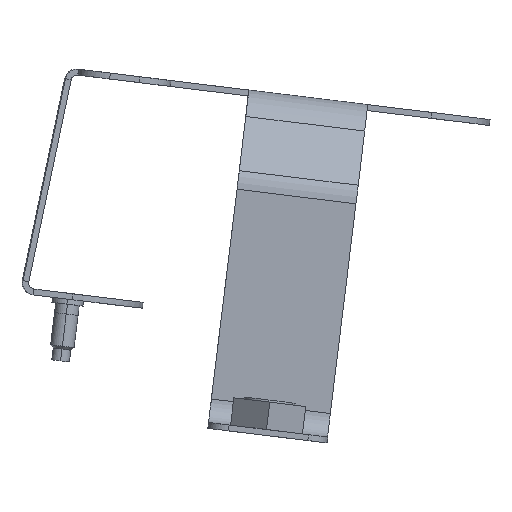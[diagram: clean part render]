
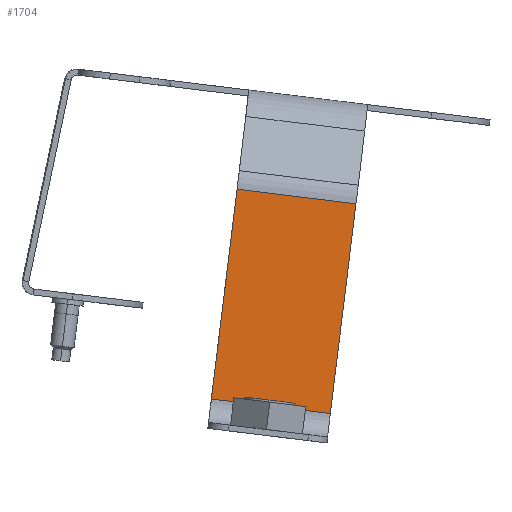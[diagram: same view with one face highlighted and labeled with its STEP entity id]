
A CAD part, front view. The second image highlights one B-rep face of the part: STEP entity #1704.
In plain terms, the highlighted planar face has unit normal (-0.006, 1, 0.001).
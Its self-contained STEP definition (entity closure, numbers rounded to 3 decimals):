
#1684=AXIS2_PLACEMENT_3D('Plane Axis2P3D',#1681,#1682,#1683) ;
#1420=CARTESIAN_POINT('Vertex',(259.483,-81.146,520.735)) ;
#1504=CARTESIAN_POINT('Vertex',(252.969,-81.146,467.489)) ;
#1507=CARTESIAN_POINT('Line Origine',(256.226,-81.146,494.112)) ;
#1528=CARTESIAN_POINT('Vertex',(229.294,-81.318,524.429)) ;
#1531=CARTESIAN_POINT('Line Origine',(244.389,-81.232,522.582)) ;
#1681=CARTESIAN_POINT('Axis2P3D Location',(259.483,-81.146,520.735)) ;
#1686=CARTESIAN_POINT('Line Origine',(237.874,-81.232,469.335)) ;
#1690=CARTESIAN_POINT('Vertex',(222.78,-81.318,471.182)) ;
#1693=CARTESIAN_POINT('Line Origine',(226.037,-81.318,497.805)) ;
#1508=DIRECTION('Vector Direction',(-0.121,0.,-0.993)) ;
#1532=DIRECTION('Vector Direction',(0.993,0.006,-0.121)) ;
#1682=DIRECTION('Axis2P3D Direction',(-0.006,1.,0.001)) ;
#1683=DIRECTION('Axis2P3D XDirection',(-0.121,0.,-0.993)) ;
#1687=DIRECTION('Vector Direction',(-0.993,-0.006,0.121)) ;
#1694=DIRECTION('Vector Direction',(-0.121,0.,-0.993)) ;
#1509=VECTOR('Line Direction',#1508,1.) ;
#1533=VECTOR('Line Direction',#1532,1.) ;
#1688=VECTOR('Line Direction',#1687,1.) ;
#1695=VECTOR('Line Direction',#1694,1.) ;
#1699=ORIENTED_EDGE('',*,*,#1692,.T.) ;
#1700=ORIENTED_EDGE('',*,*,#1697,.F.) ;
#1701=ORIENTED_EDGE('',*,*,#1535,.F.) ;
#1702=ORIENTED_EDGE('',*,*,#1511,.T.) ;
#1704=ADVANCED_FACE('Surface.240',(#1703),#1685,.T.) ;
#1511=EDGE_CURVE('',#1421,#1505,#1510,.T.) ;
#1535=EDGE_CURVE('',#1421,#1529,#1534,.F.) ;
#1692=EDGE_CURVE('',#1505,#1691,#1689,.T.) ;
#1697=EDGE_CURVE('',#1529,#1691,#1696,.T.) ;
#1698=EDGE_LOOP('',(#1699,#1700,#1701,#1702)) ;
#1703=FACE_OUTER_BOUND('',#1698,.T.) ;
#1510=LINE('Line',#1507,#1509) ;
#1534=LINE('Line',#1531,#1533) ;
#1689=LINE('Line',#1686,#1688) ;
#1696=LINE('Line',#1693,#1695) ;
#1685=PLANE('',#1684) ;
#1421=VERTEX_POINT('',#1420) ;
#1505=VERTEX_POINT('',#1504) ;
#1529=VERTEX_POINT('',#1528) ;
#1691=VERTEX_POINT('',#1690) ;
